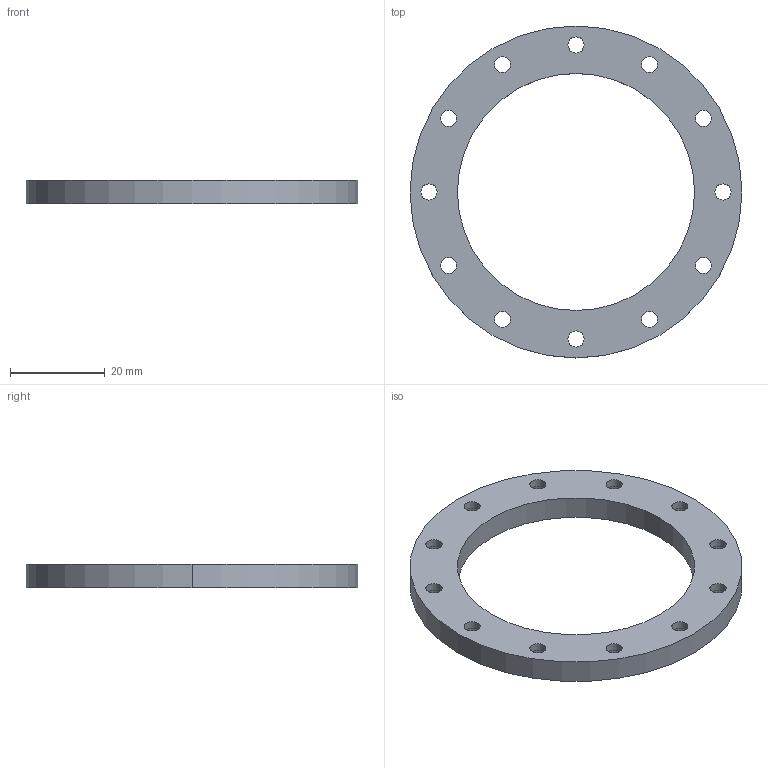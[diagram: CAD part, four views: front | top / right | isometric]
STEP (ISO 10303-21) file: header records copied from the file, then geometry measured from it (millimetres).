
FILE_DESCRIPTION (( 'STEP AP214' ), '1' );
FILE_NAME ('CircularSpline.STEP', '2019-05-03T11:13:49', ( '' ), ( '' ), 'SwSTEP 2.0', 'SolidWorks 2018', '' );
FILE_SCHEMA (( 'AUTOMOTIVE_DESIGN' ));
Length unit declared in the file: centimetre
Products named in the file (1): CircularSpline
Bounding box: 70 x 70 x 5 mm (x, y, z)
Volume: 7884.8 mm3; surface area: 6476 mm2
Topology: 1 solids, 1 shells, 66 faces, 156 edges, 104 vertices
Faces by surface type: cylinder 52, plane 14
Entity records: 2050 total; most frequent: DIRECTION 394, CARTESIAN_POINT 327, ORIENTED_EDGE 312, AXIS2_PLACEMENT_3D 171, EDGE_CURVE 156, VERTEX_POINT 104, EDGE_LOOP 104, CIRCLE 104
